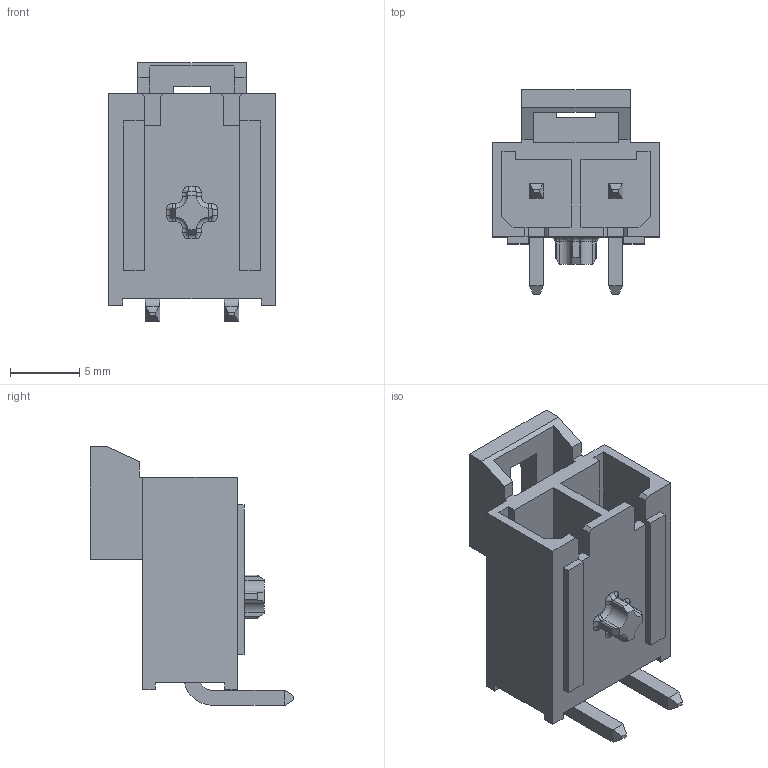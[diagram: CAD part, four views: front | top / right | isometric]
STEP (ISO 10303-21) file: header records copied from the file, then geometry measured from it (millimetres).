
FILE_DESCRIPTION((''),'2;1');
FILE_NAME('2002411212','2019-10-25T',('gga'),(''),'PRO/ENGINEER BY PARAMETRIC TECHNOLOGY CORPORATION, 2016010','PRO/ENGINEER BY PARAMETRIC TECHNOLOGY CORPORATION, 2016010','');
FILE_SCHEMA(('CONFIG_CONTROL_DESIGN'));
Length unit declared in the file: millimetre
Products named in the file (1): 2002411212
Bounding box: 12.05 x 14.7 x 18.64 mm (x, y, z)
Volume: 838.6 mm3; surface area: 1574.4 mm2
Topology: 1 solids, 1 shells, 175 faces, 486 edges, 318 vertices
Faces by surface type: plane 135, cylinder 28, torus 12
Entity records: 5582 total; most frequent: CARTESIAN_POINT 1014, ORIENTED_EDGE 960, DIRECTION 896, EDGE_CURVE 480, VECTOR 412, LINE 412, VERTEX_POINT 312, AXIS2_PLACEMENT_3D 242
